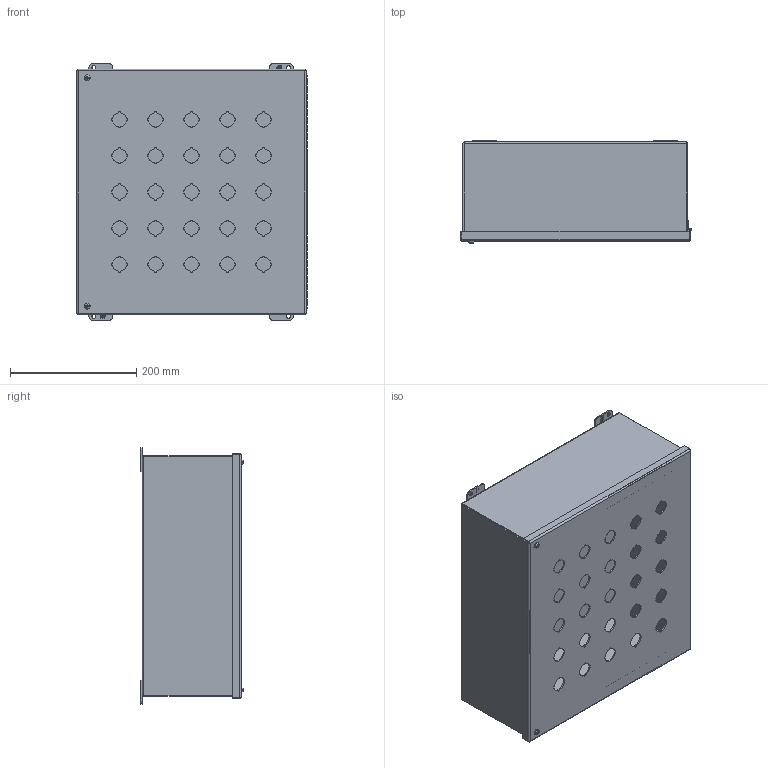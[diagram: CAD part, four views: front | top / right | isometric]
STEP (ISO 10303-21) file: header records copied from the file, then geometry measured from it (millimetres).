
FILE_DESCRIPTION (( 'STEP AP203' ), '1' );
FILE_NAME ('1489MP25_Default.step', '2019-11-12T19:37:04', ( '' ), ( '' ), 'SwSTEP 2.0', 'SolidWorks 2019', '' );
FILE_SCHEMA (( 'CONFIG_CONTROL_DESIGN' ));
Length unit declared in the file: inch
Products named in the file (1): 1489MP25_Default
Bounding box: 365.07 x 161.84 x 406.4 mm (x, y, z)
Volume: 1270737.4 mm3; surface area: 1344318.7 mm2
Topology: 21 solids, 21 shells, 1167 faces, 3360 edges, 2195 vertices
Faces by surface type: plane 814, cylinder 295, cone 40, bspline 14, torus 4
Entity records: 39063 total; most frequent: CARTESIAN_POINT 7799, ORIENTED_EDGE 6700, DIRECTION 6298, EDGE_CURVE 3350, VECTOR 2526, LINE 2526, VERTEX_POINT 2195, AXIS2_PLACEMENT_3D 1886
